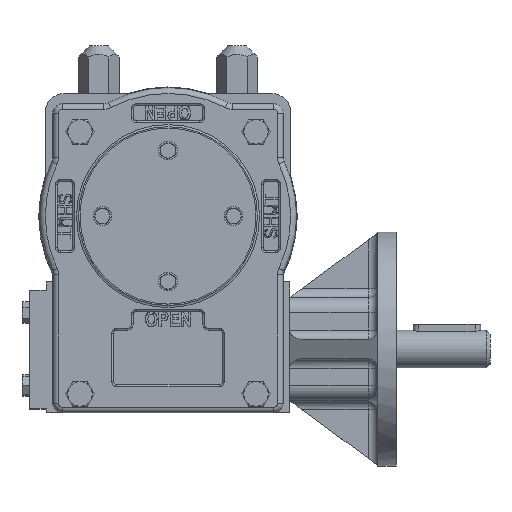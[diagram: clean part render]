
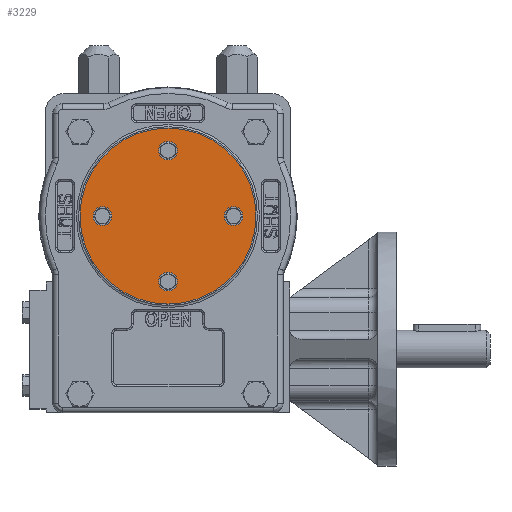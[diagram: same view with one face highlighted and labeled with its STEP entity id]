
A CAD part, top view. The second image highlights one B-rep face of the part: STEP entity #3229.
In plain terms, the highlighted planar face has unit normal (0, 0, 1).
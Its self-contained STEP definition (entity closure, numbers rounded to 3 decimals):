
#3229 = ADVANCED_FACE( '', ( #6957, #6958, #6959, #6960, #6961 ), #6962, .F. );
#6957 = FACE_BOUND( '', #13216, .T. );
#6958 = FACE_BOUND( '', #13217, .T. );
#6959 = FACE_BOUND( '', #13218, .T. );
#6960 = FACE_BOUND( '', #13219, .T. );
#6961 = FACE_OUTER_BOUND( '', #13220, .T. );
#6962 = PLANE( '', #13221 );
#13216 = EDGE_LOOP( '', ( #24433 ) );
#13217 = EDGE_LOOP( '', ( #24434 ) );
#13218 = EDGE_LOOP( '', ( #24435 ) );
#13219 = EDGE_LOOP( '', ( #24436 ) );
#13220 = EDGE_LOOP( '', ( #24437 ) );
#13221 = AXIS2_PLACEMENT_3D( '', #24438, #24439, #24440 );
#24433 = ORIENTED_EDGE( '', *, *, #31316, .T. );
#24434 = ORIENTED_EDGE( '', *, *, #28774, .T. );
#24435 = ORIENTED_EDGE( '', *, *, #31357, .T. );
#24436 = ORIENTED_EDGE( '', *, *, #28732, .T. );
#24437 = ORIENTED_EDGE( '', *, *, #28436, .F. );
#24438 = CARTESIAN_POINT( '', ( 0., 0., 83.159 ) );
#24439 = DIRECTION( '', ( 0., 0., -1. ) );
#24440 = DIRECTION( '', ( -1., 0., 0. ) );
#28436 = EDGE_CURVE( '', #33600, #33600, #33601, .T. );
#28732 = EDGE_CURVE( '', #34101, #34101, #34102, .T. );
#28774 = EDGE_CURVE( '', #34168, #34168, #34169, .T. );
#31316 = EDGE_CURVE( '', #37732, #37732, #37733, .T. );
#31357 = EDGE_CURVE( '', #37777, #37777, #37778, .T. );
#33600 = VERTEX_POINT( '', #41658 );
#33601 = CIRCLE( '', #41659, 47. );
#34101 = VERTEX_POINT( '', #42687 );
#34102 = CIRCLE( '', #42688, 5. );
#34168 = VERTEX_POINT( '', #42821 );
#34169 = CIRCLE( '', #42822, 5. );
#37732 = VERTEX_POINT( '', #50865 );
#37733 = CIRCLE( '', #50866, 5. );
#37777 = VERTEX_POINT( '', #50942 );
#37778 = CIRCLE( '', #50943, 5. );
#41658 = CARTESIAN_POINT( '', ( 47., 0., 83.159 ) );
#41659 = AXIS2_PLACEMENT_3D( '', #52967, #52968, #52969 );
#42687 = CARTESIAN_POINT( '', ( -40., 0., 83.159 ) );
#42688 = AXIS2_PLACEMENT_3D( '', #53281, #53282, #53283 );
#42821 = CARTESIAN_POINT( '', ( -5., -35., 83.159 ) );
#42822 = AXIS2_PLACEMENT_3D( '', #53322, #53323, #53324 );
#50865 = CARTESIAN_POINT( '', ( -5., 35., 83.159 ) );
#50866 = AXIS2_PLACEMENT_3D( '', #56066, #56067, #56068 );
#50942 = CARTESIAN_POINT( '', ( 30., 0., 83.159 ) );
#50943 = AXIS2_PLACEMENT_3D( '', #56084, #56085, #56086 );
#52967 = CARTESIAN_POINT( '', ( 0., 0., 83.159 ) );
#52968 = DIRECTION( '', ( 0., 0., -1. ) );
#52969 = DIRECTION( '', ( 1., 0., 0. ) );
#53281 = CARTESIAN_POINT( '', ( -35., 0., 83.159 ) );
#53282 = DIRECTION( '', ( 0., 0., -1. ) );
#53283 = DIRECTION( '', ( -1., 0., 0. ) );
#53322 = CARTESIAN_POINT( '', ( 0., -35., 83.159 ) );
#53323 = DIRECTION( '', ( 0., 0., -1. ) );
#53324 = DIRECTION( '', ( -1., 0., 0. ) );
#56066 = CARTESIAN_POINT( '', ( 0., 35., 83.159 ) );
#56067 = DIRECTION( '', ( 0., 0., -1. ) );
#56068 = DIRECTION( '', ( -1., 0., 0. ) );
#56084 = CARTESIAN_POINT( '', ( 35., 0., 83.159 ) );
#56085 = DIRECTION( '', ( 0., 0., -1. ) );
#56086 = DIRECTION( '', ( -1., 0., 0. ) );
